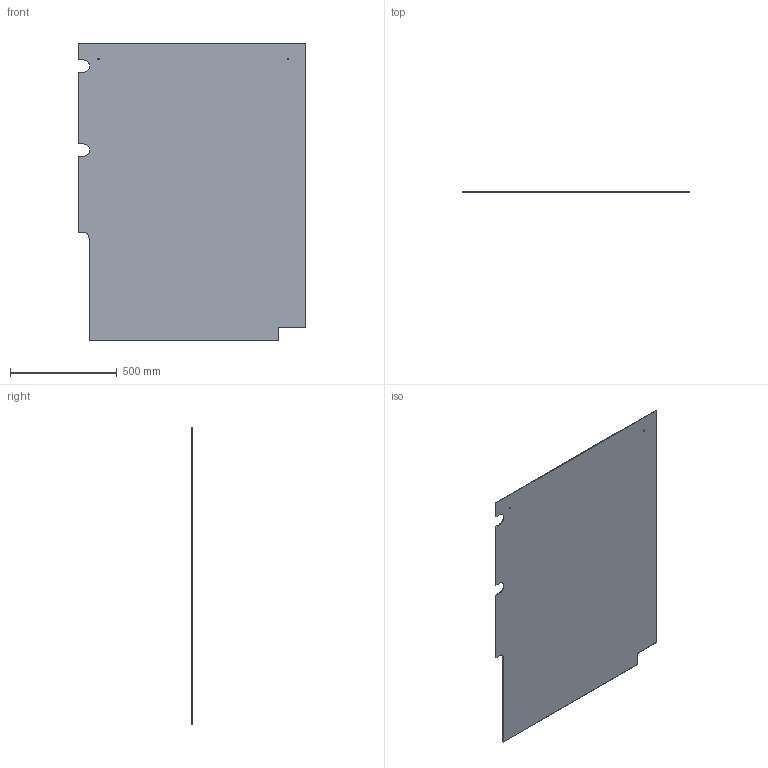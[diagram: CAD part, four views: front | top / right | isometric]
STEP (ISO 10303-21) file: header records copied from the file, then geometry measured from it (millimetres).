
FILE_DESCRIPTION(/* description */ (''),/* implementation_level */ '2;1');
FILE_NAME(/* name */ 'GE-17373-796_1.stp',/* time_stamp */ '2017-01-08T14:12:22-05:00',/* author */ ('jeff1'),/* organization */ (''),/* preprocessor_version */ 'ST-DEVELOPER v16.5',/* originating_system */ 'Autodesk Inventor 2017',/* authorisation */ '');
FILE_SCHEMA (('AUTOMOTIVE_DESIGN { 1 0 10303 214 3 1 1 }'));
Length unit declared in the file: inch
Products named in the file (1): GE-17373-796_1
Bounding box: 1066.8 x 3.17 x 1397 mm (x, y, z)
Volume: 4607128.3 mm3; surface area: 2918386.3 mm2
Topology: 1 solids, 1 shells, 22 faces, 62 edges, 42 vertices
Faces by surface type: plane 16, cylinder 6
Full cylindrical faces by diameter (mm): 6.35 x2
Entity records: 755 total; most frequent: CARTESIAN_POINT 121, ORIENTED_EDGE 116, DIRECTION 116, EDGE_CURVE 58, LINE 46, VECTOR 46, VERTEX_POINT 40, AXIS2_PLACEMENT_3D 35
